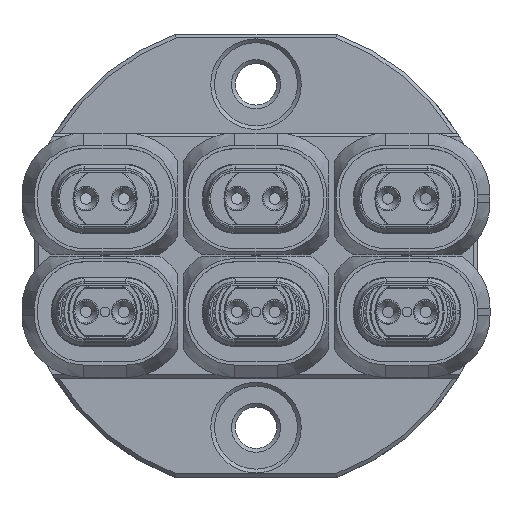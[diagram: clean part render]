
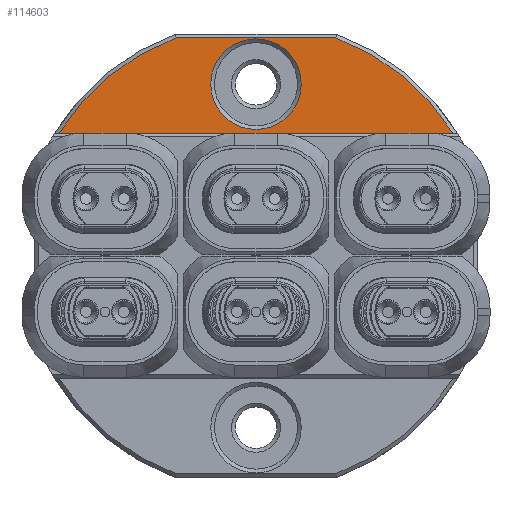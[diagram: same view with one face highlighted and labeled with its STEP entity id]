
A CAD part, top view. The second image highlights one B-rep face of the part: STEP entity #114603.
In plain terms, the highlighted planar face has unit normal (0, 0, 1).
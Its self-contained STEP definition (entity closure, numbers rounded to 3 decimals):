
#1790 = FACE_BOUND ( 'NONE', #6410, .T. ) ;
#4345 = VECTOR ( 'NONE', #53107, 1000. ) ;
#5095 = LINE ( 'NONE', #110991, #37903 ) ;
#6410 = EDGE_LOOP ( 'NONE', ( #104701 ) ) ;
#6538 = ORIENTED_EDGE ( 'NONE', *, *, #9883, .T. ) ;
#9883 = EDGE_CURVE ( 'NONE', #15379, #112793, #84339, .T. ) ;
#15379 = VERTEX_POINT ( 'NONE', #19307 ) ;
#15383 = CARTESIAN_POINT ( 'NONE',  ( -4., -3., -6.564 ) ) ;
#19307 = CARTESIAN_POINT ( 'NONE',  ( 6.442, 3.5, -6.564 ) ) ;
#19313 = CARTESIAN_POINT ( 'NONE',  ( -1.6, 6.1, -6.564 ) ) ;
#19962 = DIRECTION ( 'NONE',  ( 1., 0., 0. ) ) ;
#20782 = EDGE_LOOP ( 'NONE', ( #108936, #98567, #83396, #6538 ) ) ;
#23120 = CIRCLE ( 'NONE', #107583, 2.4 ) ;
#25601 = CARTESIAN_POINT ( 'NONE',  ( -4., 6.1, -6.564 ) ) ;
#27033 = FACE_OUTER_BOUND ( 'NONE', #20782, .T. ) ;
#29384 = EDGE_CURVE ( 'NONE', #15379, #80512, #5095, .T. ) ;
#32523 = AXIS2_PLACEMENT_3D ( 'NONE', #54092, #100482, #19962 ) ;
#34917 = CARTESIAN_POINT ( 'NONE',  ( 0.229, 8.55, -6.564 ) ) ;
#34944 = DIRECTION ( 'NONE',  ( 1., 0., 0. ) ) ;
#37903 = VECTOR ( 'NONE', #112147, 1000. ) ;
#40043 = VERTEX_POINT ( 'NONE', #69233 ) ;
#45272 = AXIS2_PLACEMENT_3D ( 'NONE', #81082, #54581, #48055 ) ;
#45814 = PLANE ( 'NONE',  #32523 ) ;
#48055 = DIRECTION ( 'NONE',  ( 1., 0., 0. ) ) ;
#48624 = EDGE_CURVE ( 'NONE', #112793, #40043, #107221, .T. ) ;
#53107 = DIRECTION ( 'NONE',  ( -1., 0., 0. ) ) ;
#54092 = CARTESIAN_POINT ( 'NONE',  ( -4., -3., -6.564 ) ) ;
#54581 = DIRECTION ( 'NONE',  ( 0., 0., 1. ) ) ;
#59469 = DIRECTION ( 'NONE',  ( 0., 0., 1. ) ) ;
#59967 = EDGE_CURVE ( 'NONE', #102167, #102167, #23120, .T. ) ;
#69233 = CARTESIAN_POINT ( 'NONE',  ( -8.229, 8.55, -6.564 ) ) ;
#69578 = CARTESIAN_POINT ( 'NONE',  ( -4., 8.55, -6.564 ) ) ;
#78770 = CARTESIAN_POINT ( 'NONE',  ( -14.442, 3.5, -6.564 ) ) ;
#80512 = VERTEX_POINT ( 'NONE', #78770 ) ;
#80519 = EDGE_CURVE ( 'NONE', #40043, #80512, #84685, .T. ) ;
#81082 = CARTESIAN_POINT ( 'NONE',  ( -4., -3., -6.564 ) ) ;
#82492 = AXIS2_PLACEMENT_3D ( 'NONE', #15383, #59469, #95905 ) ;
#83396 = ORIENTED_EDGE ( 'NONE', *, *, #29384, .F. ) ;
#84339 = CIRCLE ( 'NONE', #82492, 12.3 ) ;
#84685 = CIRCLE ( 'NONE', #45272, 12.3 ) ;
#95905 = DIRECTION ( 'NONE',  ( 1., 0., 0. ) ) ;
#98567 = ORIENTED_EDGE ( 'NONE', *, *, #80519, .T. ) ;
#100482 = DIRECTION ( 'NONE',  ( 0., 0., 1. ) ) ;
#102167 = VERTEX_POINT ( 'NONE', #19313 ) ;
#104701 = ORIENTED_EDGE ( 'NONE', *, *, #59967, .T. ) ;
#106189 = DIRECTION ( 'NONE',  ( 0., 0., -1. ) ) ;
#107221 = LINE ( 'NONE', #69578, #4345 ) ;
#107583 = AXIS2_PLACEMENT_3D ( 'NONE', #25601, #106189, #34944 ) ;
#108936 = ORIENTED_EDGE ( 'NONE', *, *, #48624, .T. ) ;
#110991 = CARTESIAN_POINT ( 'NONE',  ( -18., 3.5, -6.564 ) ) ;
#112147 = DIRECTION ( 'NONE',  ( -1., 0., 0. ) ) ;
#112793 = VERTEX_POINT ( 'NONE', #34917 ) ;
#114603 = ADVANCED_FACE ( 'NONE', ( #1790, #27033 ), #45814, .T. ) ;
